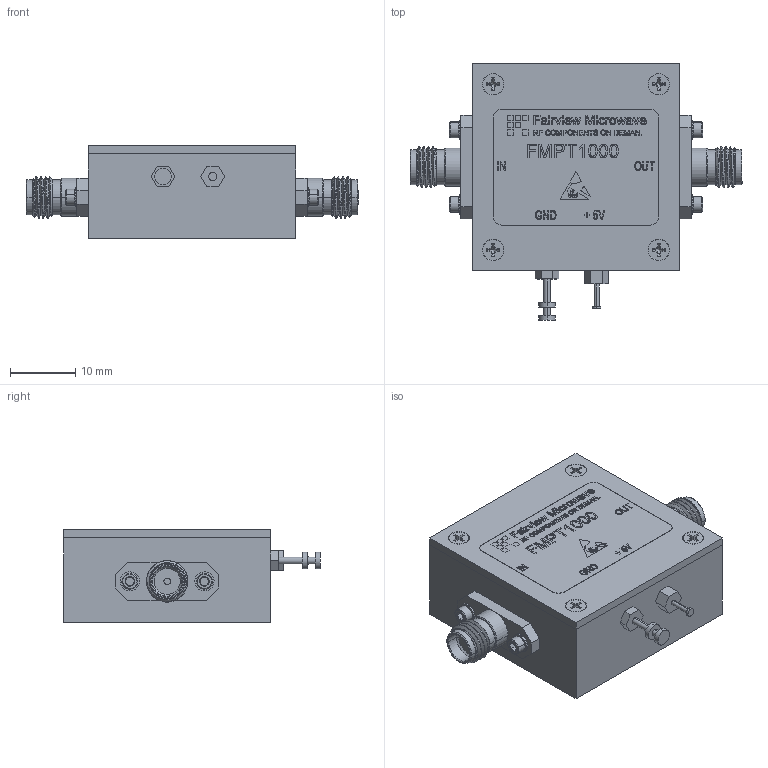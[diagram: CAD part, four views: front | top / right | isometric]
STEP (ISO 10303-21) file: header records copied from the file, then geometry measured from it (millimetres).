
FILE_DESCRIPTION (( 'STEP AP214' ), '1' );
FILE_NAME ('FMPT1000_3D.step', '2024-06-10T14:51:30', ( '' ), ( '' ), 'SwSTEP 2.0', 'SolidWorks 2022', '' );
FILE_SCHEMA (( 'AUTOMOTIVE_DESIGN' ));
Length unit declared in the file: inch
Products named in the file (1): FMPT1000_3D
Bounding box: 50.9 x 39.37 x 14.35 mm (x, y, z)
Volume: 15009.2 mm3; surface area: 5094.1 mm2
Topology: 1 solids, 13 shells, 1403 faces, 3617 edges, 2360 vertices
Faces by surface type: plane 750, bspline 288, cylinder 213, cone 152
Entity records: 64571 total; most frequent: CARTESIAN_POINT 33051, ORIENTED_EDGE 7186, DIRECTION 5289, EDGE_CURVE 3593, VERTEX_POINT 2360, LINE 2221, VECTOR 2221, EDGE_LOOP 1559
